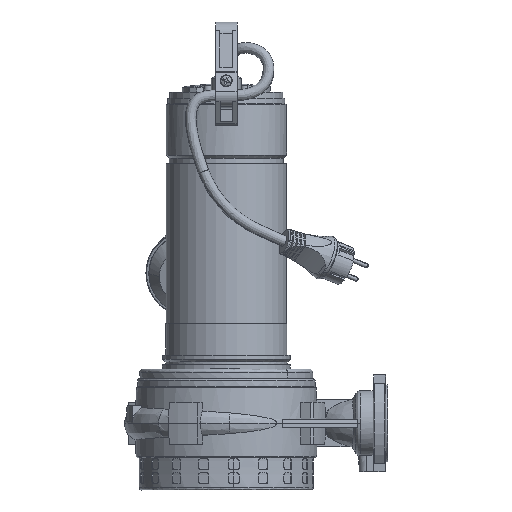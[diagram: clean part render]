
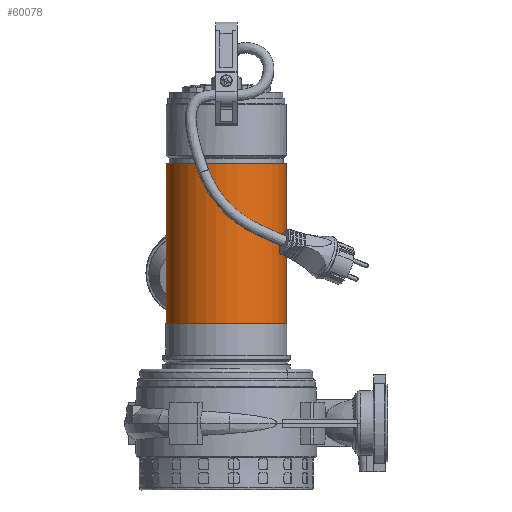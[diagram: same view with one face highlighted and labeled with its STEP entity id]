
A CAD part, front view. The second image highlights one B-rep face of the part: STEP entity #60078.
In plain terms, the highlighted cylindrical face has radius 56 mm (diameter 112 mm), a partial arc.
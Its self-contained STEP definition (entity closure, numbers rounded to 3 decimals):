
#1553 = VERTEX_POINT ( 'NONE', #53671 ) ;
#2278 = VERTEX_POINT ( 'NONE', #77607 ) ;
#3858 = DIRECTION ( 'NONE',  ( 0., -1., 0. ) ) ;
#4336 = LINE ( 'NONE', #33127, #29977 ) ;
#8353 = VERTEX_POINT ( 'NONE', #51789 ) ;
#9153 = EDGE_CURVE ( 'NONE', #2278, #1553, #12336, .T. ) ;
#9227 = VECTOR ( 'NONE', #3858, 1000. ) ;
#10687 = ORIENTED_EDGE ( 'NONE', *, *, #9153, .F. ) ;
#12336 = LINE ( 'NONE', #54778, #9227 ) ;
#18280 = DIRECTION ( 'NONE',  ( 0., -1., 0. ) ) ;
#19696 = ORIENTED_EDGE ( 'NONE', *, *, #76747, .T. ) ;
#21693 = CIRCLE ( 'NONE', #90897, 56. ) ;
#23984 = CARTESIAN_POINT ( 'NONE',  ( 0., 51., 56. ) ) ;
#26499 = DIRECTION ( 'NONE',  ( 0., -1., 0. ) ) ;
#29977 = VECTOR ( 'NONE', #47761, 1000. ) ;
#33127 = CARTESIAN_POINT ( 'NONE',  ( 0., 200., 56. ) ) ;
#35571 = EDGE_CURVE ( 'NONE', #8353, #50885, #4336, .T. ) ;
#39264 = DIRECTION ( 'NONE',  ( 0., 0., -1. ) ) ;
#40868 = CARTESIAN_POINT ( 'NONE',  ( 0., 200., 0. ) ) ;
#47043 = DIRECTION ( 'NONE',  ( 0., 0., -1. ) ) ;
#47201 = CIRCLE ( 'NONE', #66746, 56. ) ;
#47761 = DIRECTION ( 'NONE',  ( 0., -1., 0. ) ) ;
#50885 = VERTEX_POINT ( 'NONE', #23984 ) ;
#51789 = CARTESIAN_POINT ( 'NONE',  ( 0., 200., 56. ) ) ;
#53671 = CARTESIAN_POINT ( 'NONE',  ( 0., 51., -56. ) ) ;
#54778 = CARTESIAN_POINT ( 'NONE',  ( 0., 200., -56. ) ) ;
#59592 = EDGE_CURVE ( 'NONE', #50885, #1553, #47201, .T. ) ;
#60078 = ADVANCED_FACE ( 'NONE', ( #62545 ), #75321, .T. ) ;
#61609 = ORIENTED_EDGE ( 'NONE', *, *, #59592, .T. ) ;
#62308 = CARTESIAN_POINT ( 'NONE',  ( 0., 200., 0. ) ) ;
#62545 = FACE_OUTER_BOUND ( 'NONE', #62585, .T. ) ;
#62585 = EDGE_LOOP ( 'NONE', ( #19696, #87290, #61609, #10687 ) ) ;
#62668 = CARTESIAN_POINT ( 'NONE',  ( 0., 51., 0. ) ) ;
#66746 = AXIS2_PLACEMENT_3D ( 'NONE', #62668, #90935, #82962 ) ;
#75321 = CYLINDRICAL_SURFACE ( 'NONE', #80343, 56. ) ;
#76747 = EDGE_CURVE ( 'NONE', #2278, #8353, #21693, .T. ) ;
#77607 = CARTESIAN_POINT ( 'NONE',  ( 0., 200., -56. ) ) ;
#80343 = AXIS2_PLACEMENT_3D ( 'NONE', #40868, #18280, #47043 ) ;
#82962 = DIRECTION ( 'NONE',  ( 0., 0., -1. ) ) ;
#87290 = ORIENTED_EDGE ( 'NONE', *, *, #35571, .T. ) ;
#90897 = AXIS2_PLACEMENT_3D ( 'NONE', #62308, #26499, #39264 ) ;
#90935 = DIRECTION ( 'NONE',  ( 0., 1., 0. ) ) ;
